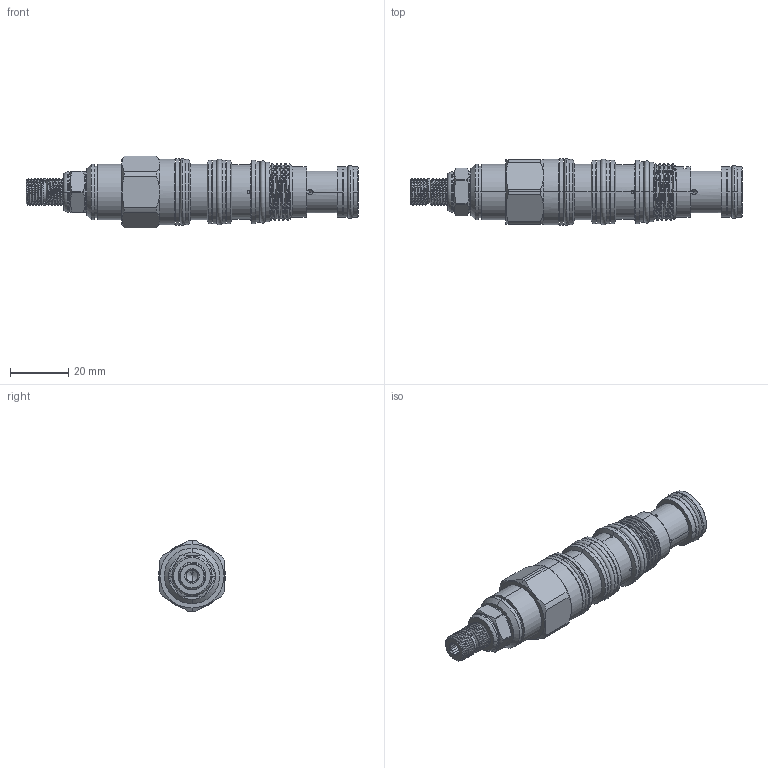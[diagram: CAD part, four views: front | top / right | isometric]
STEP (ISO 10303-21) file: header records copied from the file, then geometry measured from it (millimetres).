
FILE_DESCRIPTION (( 'STEP AP203' ), '1' );
FILE_NAME ('DD21A45-L.STEP', '2022-12-23T01:16:05', ( '' ), ( '' ), 'SwSTEP 2.0', 'SolidWorks 2018', '' );
FILE_SCHEMA (( 'CONFIG_CONTROL_DESIGN' ));
Length unit declared in the file: millimetre
Products named in the file (1): DD21A45-L
Bounding box: 113.9 x 22.98 x 24.6 mm (x, y, z)
Volume: 30163.9 mm3; surface area: 11154.4 mm2
Topology: 4 solids, 4 shells, 327 faces, 770 edges, 477 vertices
Faces by surface type: cylinder 164, plane 71, cone 49, torus 35, bspline 8
Entity records: 16423 total; most frequent: CARTESIAN_POINT 9091, ORIENTED_EDGE 1536, DIRECTION 1527, EDGE_CURVE 768, AXIS2_PLACEMENT_3D 639, VERTEX_POINT 477, EDGE_LOOP 361, ADVANCED_FACE 327
